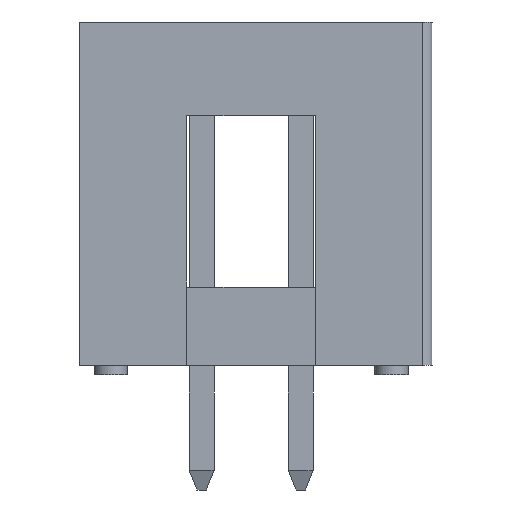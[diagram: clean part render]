
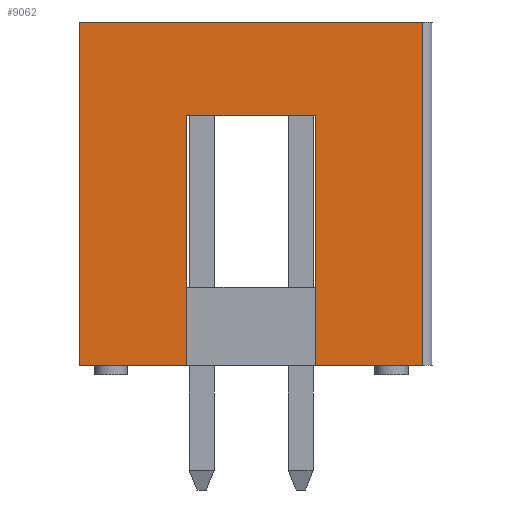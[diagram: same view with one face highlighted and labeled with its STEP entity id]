
A CAD part, front view. The second image highlights one B-rep face of the part: STEP entity #9062.
In plain terms, the highlighted face is planar.
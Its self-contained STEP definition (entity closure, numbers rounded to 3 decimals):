
#239=LINE('',#11957,#1098);
#254=LINE('',#11984,#1113);
#256=LINE('',#11988,#1115);
#260=LINE('',#12001,#1119);
#262=LINE('',#12005,#1121);
#263=LINE('',#12007,#1122);
#264=LINE('',#12008,#1123);
#265=LINE('',#12010,#1124);
#1098=VECTOR('',#10198,1000.);
#1113=VECTOR('',#10221,1000.);
#1115=VECTOR('',#10225,1000.);
#1119=VECTOR('',#10237,1000.);
#1121=VECTOR('',#10241,1000.);
#1122=VECTOR('',#10242,1000.);
#1123=VECTOR('',#10243,1000.);
#1124=VECTOR('',#10244,1000.);
#2089=ORIENTED_EDGE('',*,*,#3757,.T.);
#2090=ORIENTED_EDGE('',*,*,#3732,.F.);
#2091=ORIENTED_EDGE('',*,*,#3749,.T.);
#2092=ORIENTED_EDGE('',*,*,#3747,.T.);
#2093=ORIENTED_EDGE('',*,*,#3758,.T.);
#2094=ORIENTED_EDGE('',*,*,#3755,.F.);
#2095=ORIENTED_EDGE('',*,*,#3759,.F.);
#2096=ORIENTED_EDGE('',*,*,#3760,.T.);
#3732=EDGE_CURVE('',#4542,#4540,#239,.T.);
#3747=EDGE_CURVE('',#4551,#4550,#254,.T.);
#3749=EDGE_CURVE('',#4542,#4551,#256,.T.);
#3755=EDGE_CURVE('',#4556,#4557,#260,.T.);
#3757=EDGE_CURVE('',#4558,#4540,#262,.T.);
#3758=EDGE_CURVE('',#4550,#4557,#263,.T.);
#3759=EDGE_CURVE('',#4559,#4556,#264,.T.);
#3760=EDGE_CURVE('',#4559,#4558,#265,.T.);
#4540=VERTEX_POINT('',#11952);
#4542=VERTEX_POINT('',#11956);
#4550=VERTEX_POINT('',#11983);
#4551=VERTEX_POINT('',#11985);
#4556=VERTEX_POINT('',#12000);
#4557=VERTEX_POINT('',#12002);
#4558=VERTEX_POINT('',#12006);
#4559=VERTEX_POINT('',#12009);
#5017=EDGE_LOOP('',(#2089,#2090,#2091,#2092,#2093,#2094,#2095,#2096));
#5458=FACE_BOUND('',#5017,.T.);
#5886=PLANE('',#9480);
#9062=ADVANCED_FACE('',(#5458),#5886,.T.);
#9480=AXIS2_PLACEMENT_3D('',#12004,#10239,#10240);
#10198=DIRECTION('',(0.,0.,-1.));
#10221=DIRECTION('',(0.,0.,-1.));
#10225=DIRECTION('',(0.,1.,0.));
#10237=DIRECTION('',(0.,0.,-1.));
#10239=DIRECTION('',(1.,0.,0.));
#10240=DIRECTION('',(0.,0.,-1.));
#10241=DIRECTION('',(0.,1.,0.));
#10242=DIRECTION('',(0.,1.,0.));
#10243=DIRECTION('',(0.,1.,0.));
#10244=DIRECTION('',(0.,0.,-1.));
#11952=CARTESIAN_POINT('',(13.99,-1.65,-4.4));
#11956=CARTESIAN_POINT('',(13.99,-1.65,2.));
#11957=CARTESIAN_POINT('',(13.99,-1.65,2.));
#11983=CARTESIAN_POINT('',(13.99,1.65,-4.4));
#11984=CARTESIAN_POINT('',(13.99,1.65,2.));
#11985=CARTESIAN_POINT('',(13.99,1.65,2.));
#11988=CARTESIAN_POINT('',(13.99,-1.65,2.));
#12000=CARTESIAN_POINT('',(13.99,4.4,4.4));
#12001=CARTESIAN_POINT('',(13.99,4.4,4.4));
#12002=CARTESIAN_POINT('',(13.99,4.4,-4.4));
#12004=CARTESIAN_POINT('',(13.99,-4.4,4.4));
#12005=CARTESIAN_POINT('',(13.99,-4.4,-4.4));
#12006=CARTESIAN_POINT('',(13.99,-4.4,-4.4));
#12007=CARTESIAN_POINT('',(13.99,-4.4,-4.4));
#12008=CARTESIAN_POINT('',(13.99,-4.4,4.4));
#12009=CARTESIAN_POINT('',(13.99,-4.4,4.4));
#12010=CARTESIAN_POINT('',(13.99,-4.4,4.4));
